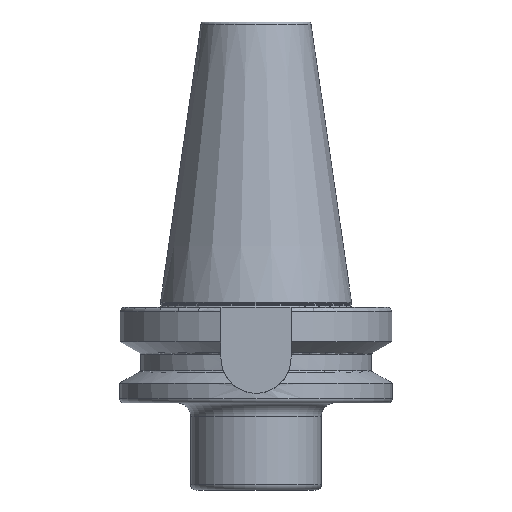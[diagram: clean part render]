
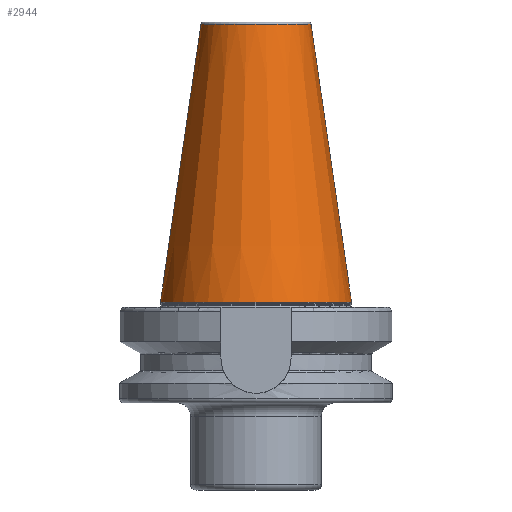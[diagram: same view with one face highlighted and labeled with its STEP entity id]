
A CAD part, left-side view. The second image highlights one B-rep face of the part: STEP entity #2944.
In plain terms, the highlighted conical face has half-angle 8.297 degrees and reference radius 27.637 mm.
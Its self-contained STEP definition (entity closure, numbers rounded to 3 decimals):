
#703=CARTESIAN_POINT('',(0,0,138.944));
#704=DIRECTION('',(0,0,1));
#705=DIRECTION('',(0,1,0));
#706=AXIS2_PLACEMENT_3D('',#703,#704,#705);
#708=DIRECTION('',(0.,0.144,0.99));
#709=VECTOR('',#708,103.023);
#710=CARTESIAN_POINT('',(0,-35.071,37));
#711=LINE('',#710,#709);
#712=CARTESIAN_POINT('',(0,0,37));
#713=DIRECTION('',(0,0,1));
#714=DIRECTION('',(0,1,0));
#715=AXIS2_PLACEMENT_3D('',#712,#713,#714);
#717=DIRECTION('',(0.,-0.144,0.99));
#718=VECTOR('',#717,103.023);
#719=CARTESIAN_POINT('',(0,35.071,37));
#720=LINE('',#719,#718);
#1746=CARTESIAN_POINT('',(0,35.071,37));
#1748=VERTEX_POINT('',#1746);
#1762=CARTESIAN_POINT('',(0,-35.071,37));
#1764=VERTEX_POINT('',#1762);
#1789=CARTESIAN_POINT('',(0,20.204,138.944));
#1790=CARTESIAN_POINT('',(0,-20.204,138.944));
#1791=VERTEX_POINT('',#1789);
#1792=VERTEX_POINT('',#1790);
#2932=CARTESIAN_POINT('',(0,0,87.972));
#2933=DIRECTION('',(0,0,-1));
#2934=DIRECTION('',(0,-1,0));
#2935=AXIS2_PLACEMENT_3D('',#2932,#2933,#2934);
#2936=CONICAL_SURFACE('',#2935,27.637,8.297);
#2937=ORIENTED_EDGE('',*,*,#2891,.T.);
#2938=ORIENTED_EDGE('',*,*,#2921,.F.);
#2940=ORIENTED_EDGE('',*,*,#2939,.F.);
#2941=ORIENTED_EDGE('',*,*,#2917,.T.);
#2942=EDGE_LOOP('',(#2937,#2938,#2940,#2941));
#2943=FACE_OUTER_BOUND('',#2942,.F.);
#2944=ADVANCED_FACE('',(#2943),#2936,.T.);
#707=CIRCLE('',#706,20.204);
#716=CIRCLE('',#715,35.071);
#2891=EDGE_CURVE('',#1791,#1792,#707,.T.);
#2917=EDGE_CURVE('',#1748,#1791,#720,.T.);
#2921=EDGE_CURVE('',#1764,#1792,#711,.T.);
#2939=EDGE_CURVE('',#1748,#1764,#716,.T.);
